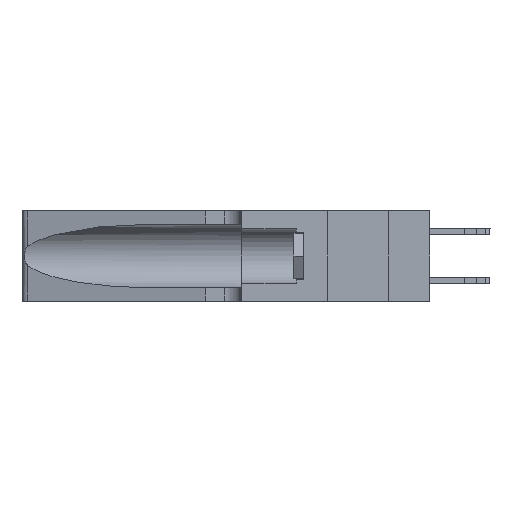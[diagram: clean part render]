
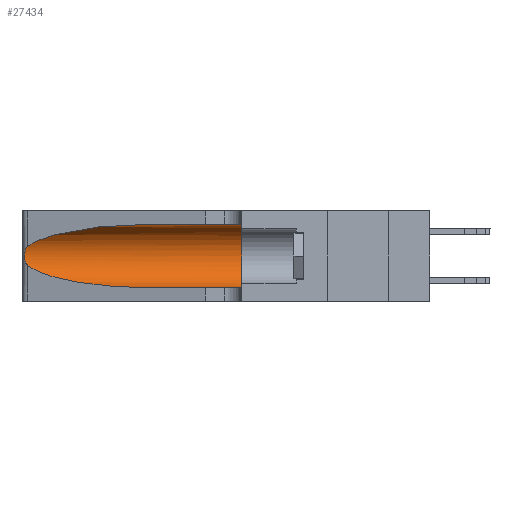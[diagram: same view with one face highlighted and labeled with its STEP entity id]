
A CAD part, left-side view. The second image highlights one B-rep face of the part: STEP entity #27434.
In plain terms, the highlighted cylindrical face has radius 3.308 mm (diameter 6.617 mm), a partial arc.
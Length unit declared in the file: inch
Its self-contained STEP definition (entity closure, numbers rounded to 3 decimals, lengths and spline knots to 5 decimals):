
#245 = CYLINDRICAL_SURFACE ( 'NONE', #21215, 0.13025 ) ;
#1257 = AXIS2_PLACEMENT_3D ( 'NONE', #30360, #23089, #3514 ) ;
#1976 = CARTESIAN_POINT ( 'NONE',  ( 0.2373, 1.15595, 0.08982 ) ) ;
#2062 = CARTESIAN_POINT ( 'NONE',  ( 0.25856, 1.23593, 0.16098 ) ) ;
#3249 = CARTESIAN_POINT ( 'NONE',  ( 0.25639, 1.23184, 0.21858 ) ) ;
#3343 = CARTESIAN_POINT ( 'NONE',  ( 0.26018, 1.23835, 0.19895 ) ) ;
#3514 = DIRECTION ( 'NONE',  ( 0., 0., 1. ) ) ;
#3896 = CIRCLE ( 'NONE', #1257, 0.13025 ) ;
#3899 = CARTESIAN_POINT ( 'NONE',  ( 0.2373, 1.15595, 0.28018 ) ) ;
#5678 = DIRECTION ( 'NONE',  ( 0., 0., -1. ) ) ;
#6009 = EDGE_CURVE ( 'NONE', #14637, #24483, #29172, .T. ) ;
#6363 = CARTESIAN_POINT ( 'NONE',  ( 0.1305, 0.35, 0.05475 ) ) ;
#6710 = ORIENTED_EDGE ( 'NONE', *, *, #6009, .T. ) ;
#7503 = CARTESIAN_POINT ( 'NONE',  ( 0.25487, 1.22718, 0.14631 ) ) ;
#7627 = EDGE_CURVE ( 'NONE', #7992, #25174, #23575, .T. ) ;
#7875 = LINE ( 'NONE', #18903, #19510 ) ;
#7992 = VERTEX_POINT ( 'NONE', #29917 ) ;
#8295 = CARTESIAN_POINT ( 'NONE',  ( 0.1305, 0.35, 0.31525 ) ) ;
#8368 = EDGE_CURVE ( 'NONE', #22578, #25174, #3896, .T. ) ;
#10230 = VERTEX_POINT ( 'NONE', #12463 ) ;
#10308 = CARTESIAN_POINT ( 'NONE',  ( 0.25487, 1.22718, 0.22369 ) ) ;
#11031 = ORIENTED_EDGE ( 'NONE', *, *, #7627, .T. ) ;
#11644 = CARTESIAN_POINT ( 'NONE',  ( 0.25555, 1.22993, 0.14849 ) ) ;
#11869 = CARTESIAN_POINT ( 'NONE',  ( 0.1305, 0.72297, 0.05475 ) ) ;
#12463 = CARTESIAN_POINT ( 'NONE',  ( 0.1305, 0.72297, 0.31525 ) ) ;
#13941 =( BOUNDED_CURVE ( )  B_SPLINE_CURVE ( 3, ( #28404, #26111, #3899, #26007 ),
 .UNSPECIFIED., .F., .F. ) 
 B_SPLINE_CURVE_WITH_KNOTS ( ( 4, 4 ),
 ( 1.5708, 2.84003 ),
 .UNSPECIFIED. ) 
 CURVE ( )  GEOMETRIC_REPRESENTATION_ITEM ( )  RATIONAL_B_SPLINE_CURVE ( ( 1., 0.87, 0.87, 1. ) ) 
 REPRESENTATION_ITEM ( '' )  );
#14082 = EDGE_CURVE ( 'NONE', #24483, #7992, #16289, .T. ) ;
#14361 = ORIENTED_EDGE ( 'NONE', *, *, #8368, .F. ) ;
#14516 = CARTESIAN_POINT ( 'NONE',  ( 0.25555, 1.22994, 0.2215 ) ) ;
#14637 = VERTEX_POINT ( 'NONE', #10308 ) ;
#15266 = CARTESIAN_POINT ( 'NONE',  ( 0.26075, 1.23896, 0.19203 ) ) ;
#15525 = CARTESIAN_POINT ( 'NONE',  ( 0.25639, 1.23186, 0.15144 ) ) ;
#15685 = CARTESIAN_POINT ( 'NONE',  ( 0.25487, 1.22718, 0.22369 ) ) ;
#16157 = ORIENTED_EDGE ( 'NONE', *, *, #22134, .F. ) ;
#16289 =( BOUNDED_CURVE ( )  B_SPLINE_CURVE ( 3, ( #26778, #1976, #26677, #11869 ),
 .UNSPECIFIED., .F., .F. ) 
 B_SPLINE_CURVE_WITH_KNOTS ( ( 4, 4 ),
 ( 3.44316, 4.71239 ),
 .UNSPECIFIED. ) 
 CURVE ( )  GEOMETRIC_REPRESENTATION_ITEM ( )  RATIONAL_B_SPLINE_CURVE ( ( 1., 0.87, 0.87, 1. ) ) 
 REPRESENTATION_ITEM ( '' )  );
#18903 = CARTESIAN_POINT ( 'NONE',  ( 0.1305, 1.61858, 0.31525 ) ) ;
#18931 = CARTESIAN_POINT ( 'NONE',  ( 0.26075, 1.23896, 0.178 ) ) ;
#19510 = VECTOR ( 'NONE', #29485, 39.37008 ) ;
#19579 = FACE_OUTER_BOUND ( 'NONE', #22992, .T. ) ;
#20075 = CARTESIAN_POINT ( 'NONE',  ( 0.25487, 1.22718, 0.14631 ) ) ;
#20885 = DIRECTION ( 'NONE',  ( 0., -1., 0. ) ) ;
#21019 = EDGE_CURVE ( 'NONE', #10230, #14637, #13941, .T. ) ;
#21031 = DIRECTION ( 'NONE',  ( 0., -1., 0. ) ) ;
#21215 = AXIS2_PLACEMENT_3D ( 'NONE', #28265, #20885, #5678 ) ;
#21745 = CARTESIAN_POINT ( 'NONE',  ( 0.26017, 1.23833, 0.17102 ) ) ;
#22134 = EDGE_CURVE ( 'NONE', #10230, #22578, #7875, .T. ) ;
#22578 = VERTEX_POINT ( 'NONE', #8295 ) ;
#22992 = EDGE_LOOP ( 'NONE', ( #23737, #6710, #27793, #11031, #14361, #16157 ) ) ;
#23089 = DIRECTION ( 'NONE',  ( 0., 1., 0. ) ) ;
#23575 = LINE ( 'NONE', #30415, #28654 ) ;
#23737 = ORIENTED_EDGE ( 'NONE', *, *, #21019, .T. ) ;
#24483 = VERTEX_POINT ( 'NONE', #20075 ) ;
#25174 = VERTEX_POINT ( 'NONE', #6363 ) ;
#26007 = CARTESIAN_POINT ( 'NONE',  ( 0.25487, 1.22718, 0.22369 ) ) ;
#26111 = CARTESIAN_POINT ( 'NONE',  ( 0.18966, 0.96281, 0.31525 ) ) ;
#26128 = CARTESIAN_POINT ( 'NONE',  ( 0.25854, 1.2359, 0.20912 ) ) ;
#26677 = CARTESIAN_POINT ( 'NONE',  ( 0.18966, 0.96281, 0.05475 ) ) ;
#26778 = CARTESIAN_POINT ( 'NONE',  ( 0.25487, 1.22718, 0.14631 ) ) ;
#27434 = ADVANCED_FACE ( 'NONE', ( #19579 ), #245, .F. ) ;
#27793 = ORIENTED_EDGE ( 'NONE', *, *, #14082, .T. ) ;
#28199 = CARTESIAN_POINT ( 'NONE',  ( 0.25787, 1.23484, 0.2124 ) ) ;
#28265 = CARTESIAN_POINT ( 'NONE',  ( 0.1305, 1.61858, 0.185 ) ) ;
#28404 = CARTESIAN_POINT ( 'NONE',  ( 0.1305, 0.72297, 0.31525 ) ) ;
#28654 = VECTOR ( 'NONE', #21031, 39.37008 ) ;
#29172 = B_SPLINE_CURVE_WITH_KNOTS ( 'NONE', 3,
 ( #15685, #14516, #3249, #28199, #26128, #3343, #15266, #18931, #21745, #2062, #31572, #15525, #11644, #7503 ),
 .UNSPECIFIED., .F., .F.,
 ( 4, 2, 2, 2, 2, 2, 4 ),
 ( 0., 0.00027, 0.00053, 0.00107, 0.0016, 0.00187, 0.00214 ),
 .UNSPECIFIED. ) ;
#29485 = DIRECTION ( 'NONE',  ( 0., -1., 0. ) ) ;
#29917 = CARTESIAN_POINT ( 'NONE',  ( 0.1305, 0.72297, 0.05475 ) ) ;
#30360 = CARTESIAN_POINT ( 'NONE',  ( 0.1305, 0.35, 0.185 ) ) ;
#30415 = CARTESIAN_POINT ( 'NONE',  ( 0.1305, 1.61858, 0.05475 ) ) ;
#31572 = CARTESIAN_POINT ( 'NONE',  ( 0.25789, 1.23486, 0.15765 ) ) ;
